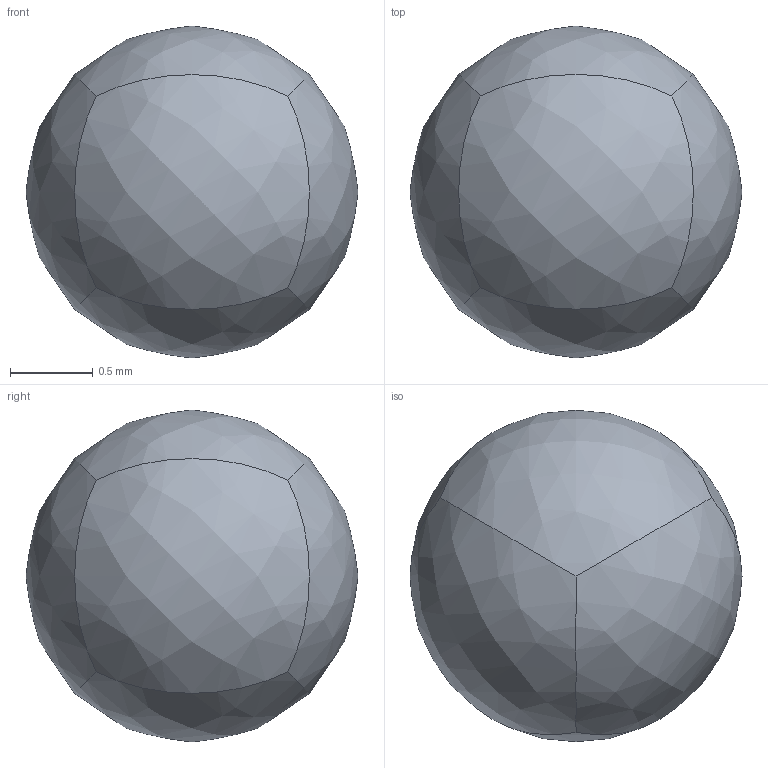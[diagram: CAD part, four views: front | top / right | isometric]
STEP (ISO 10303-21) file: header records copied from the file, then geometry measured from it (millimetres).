
FILE_DESCRIPTION(/* description */ (''),/* implementation_level */ '2;1');
FILE_NAME(/* name */ 'sphereAxes',/* time_stamp */ '2024-01-06T17:08:59+01:00',/* author */ (''),/* organization */ (''),/* preprocessor_version */ 'ST-DEVELOPER v19.2',/* originating_system */ 'Rhino 8.2',/* authorisation */ '');
FILE_SCHEMA (('CONFIG_CONTROL_DESIGN'));
Length unit declared in the file: millimetre
Products named in the file (1): Document
Bounding box: 2 x 2 x 2 mm (x, y, z)
Surface area: 12.6 mm2 (no closed solid volume)
Topology: 0 solids, 6 shells, 6 faces, 27 edges, 30 vertices
Faces by surface type: bspline 6
Entity records: 576 total; most frequent: CARTESIAN_POINT 255, DIRECTION 54, AXIS2_PLACEMENT_3D 27, ORIENTED_EDGE 24, EDGE_CURVE 24, TRIMMED_CURVE 24, CIRCLE 24, VERTEX_POINT 24
